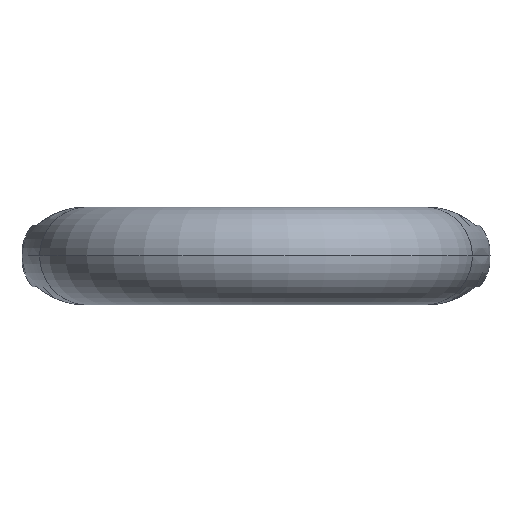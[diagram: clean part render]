
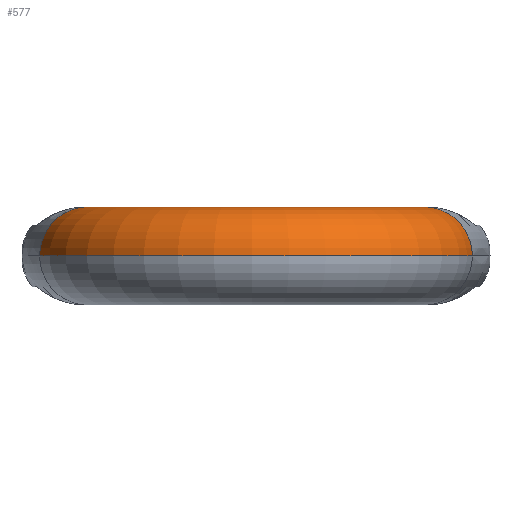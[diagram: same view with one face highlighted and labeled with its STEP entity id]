
A CAD part, left-side view. The second image highlights one B-rep face of the part: STEP entity #577.
In plain terms, the highlighted toroidal (fillet/blend) face has major radius 28 mm and minor radius 8 mm.
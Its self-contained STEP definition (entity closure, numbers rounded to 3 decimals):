
#24=CARTESIAN_POINT('',(-80.049,-27.541,0.));
#25=DIRECTION('',(0.984,-0.18,0.));
#26=DIRECTION('',(0.18,0.984,0.));
#27=AXIS2_PLACEMENT_3D('',#24,#25,#26);
#102=CARTESIAN_POINT('',(-80.049,27.541,0.));
#103=DIRECTION('',(-0.984,-0.18,0.));
#104=DIRECTION('',(0.18,-0.984,0.));
#105=AXIS2_PLACEMENT_3D('',#102,#103,#104);
#107=CARTESIAN_POINT('',(-78.607,19.672,0.));
#108=CARTESIAN_POINT('',(-79.619,19.487,0.));
#109=CARTESIAN_POINT('',(-81.615,18.959,0.));
#110=CARTESIAN_POINT('',(-84.452,17.716,0.));
#111=CARTESIAN_POINT('',(-87.063,16.052,0.));
#112=CARTESIAN_POINT('',(-89.388,14.006,0.));
#113=CARTESIAN_POINT('',(-91.371,11.627,0.));
#114=CARTESIAN_POINT('',(-92.964,8.971,0.));
#115=CARTESIAN_POINT('',(-94.13,6.102,0.));
#116=CARTESIAN_POINT('',(-94.841,3.088,0.));
#117=CARTESIAN_POINT('',(-95.08,0.,0.));
#118=CARTESIAN_POINT('',(-94.841,-3.088,0.));
#119=CARTESIAN_POINT('',(-94.13,-6.102,0.));
#120=CARTESIAN_POINT('',(-92.964,-8.971,0.));
#121=CARTESIAN_POINT('',(-91.371,-11.627,0.));
#122=CARTESIAN_POINT('',(-89.388,-14.006,0.));
#123=CARTESIAN_POINT('',(-87.063,-16.052,0.));
#124=CARTESIAN_POINT('',(-84.452,-17.716,0.));
#125=CARTESIAN_POINT('',(-81.615,-18.959,0.));
#126=CARTESIAN_POINT('',(-79.619,-19.487,0.));
#127=CARTESIAN_POINT('',(-78.607,-19.672,0.));
#382=CARTESIAN_POINT('',(-81.492,35.41,0.));
#383=CARTESIAN_POINT('',(-83.132,35.109,0.));
#384=CARTESIAN_POINT('',(-86.37,34.28,0.));
#385=CARTESIAN_POINT('',(-91.008,32.374,0.));
#386=CARTESIAN_POINT('',(-95.338,29.845,0.));
#387=CARTESIAN_POINT('',(-99.275,26.741,0.));
#388=CARTESIAN_POINT('',(-102.745,23.121,0.));
#389=CARTESIAN_POINT('',(-105.68,19.055,0.));
#390=CARTESIAN_POINT('',(-108.023,14.623,0.));
#391=CARTESIAN_POINT('',(-109.73,9.908,0.));
#392=CARTESIAN_POINT('',(-110.768,5.002,0.));
#393=CARTESIAN_POINT('',(-111.116,0.,0.));
#394=CARTESIAN_POINT('',(-110.768,-5.002,0.));
#395=CARTESIAN_POINT('',(-109.73,-9.908,0.));
#396=CARTESIAN_POINT('',(-108.023,-14.623,0.));
#397=CARTESIAN_POINT('',(-105.68,-19.055,0.));
#398=CARTESIAN_POINT('',(-102.745,-23.121,0.));
#399=CARTESIAN_POINT('',(-99.275,-26.741,0.));
#400=CARTESIAN_POINT('',(-95.338,-29.845,0.));
#401=CARTESIAN_POINT('',(-91.008,-32.374,0.));
#402=CARTESIAN_POINT('',(-86.37,-34.28,0.));
#403=CARTESIAN_POINT('',(-83.132,-35.109,0.));
#404=CARTESIAN_POINT('',(-81.492,-35.41,0.));
#486=CARTESIAN_POINT('',(-78.607,19.672,0.));
#487=CARTESIAN_POINT('',(-81.492,35.41,0.));
#488=VERTEX_POINT('',#486);
#489=VERTEX_POINT('',#487);
#490=CARTESIAN_POINT('',(-78.607,-19.672,0.));
#491=CARTESIAN_POINT('',(-81.492,-35.41,0.));
#492=VERTEX_POINT('',#490);
#493=VERTEX_POINT('',#491);
#563=CARTESIAN_POINT('',(-75.,0.,0.));
#564=DIRECTION('',(0.,0.,1.));
#565=DIRECTION('',(0.18,-0.984,0.));
#566=AXIS2_PLACEMENT_3D('',#563,#564,#565);
#567=TOROIDAL_SURFACE('',#566,28.,8.);
#569=ORIENTED_EDGE('',*,*,#568,.F.);
#571=ORIENTED_EDGE('',*,*,#570,.T.);
#572=ORIENTED_EDGE('',*,*,#543,.T.);
#574=ORIENTED_EDGE('',*,*,#573,.F.);
#575=EDGE_LOOP('',(#569,#571,#572,#574));
#576=FACE_OUTER_BOUND('',#575,.F.);
#577=ADVANCED_FACE('',(#576),#567,.T.);
#28=CIRCLE('',#27,8.);
#106=CIRCLE('',#105,8.);
#128=B_SPLINE_CURVE_WITH_KNOTS('',3,(#107,#108,#109,#110,#111,#112,#113,#114,
#115,#116,#117,#118,#119,#120,#121,#122,#123,#124,#125,#126,#127),.UNSPECIFIED.,
.F.,.F.,(4,1,1,1,1,1,1,1,1,1,1,1,1,1,1,1,1,1,4),(0.,0.056,
0.111,0.167,0.222,0.278,
0.333,0.389,0.444,0.5,0.556,
0.611,0.667,0.722,0.778,
0.833,0.889,0.944,1.),.UNSPECIFIED.);
#405=B_SPLINE_CURVE_WITH_KNOTS('',3,(#382,#383,#384,#385,#386,#387,#388,#389,
#390,#391,#392,#393,#394,#395,#396,#397,#398,#399,#400,#401,#402,#403,#404),
.UNSPECIFIED.,.F.,.F.,(4,1,1,1,1,1,1,1,1,1,1,1,1,1,1,1,1,1,1,1,4),(0.,0.05,
0.1,0.15,0.2,0.25,0.3,0.35,0.4,0.45,0.5,0.55,0.6,0.65,
0.7,0.75,0.8,0.85,0.9,0.95,1.),.UNSPECIFIED.);
#543=EDGE_CURVE('',#492,#493,#28,.T.);
#568=EDGE_CURVE('',#488,#489,#106,.T.);
#570=EDGE_CURVE('',#488,#492,#128,.T.);
#573=EDGE_CURVE('',#489,#493,#405,.T.);
